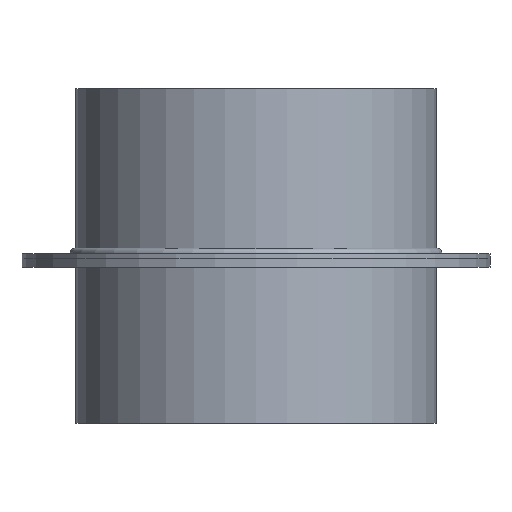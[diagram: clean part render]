
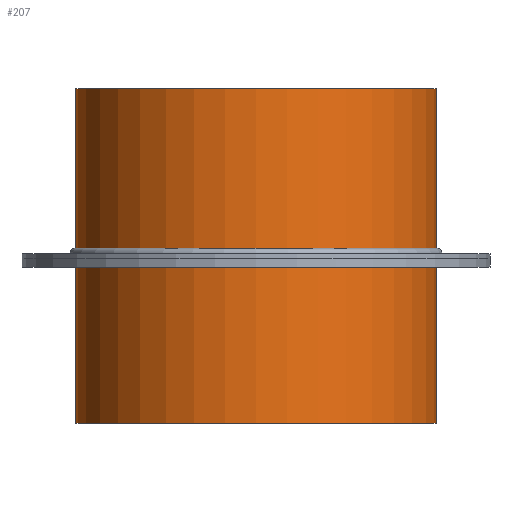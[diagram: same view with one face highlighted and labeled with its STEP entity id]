
A CAD part, front view. The second image highlights one B-rep face of the part: STEP entity #207.
In plain terms, the highlighted cylindrical face has radius 1619.5 mm (diameter 3239 mm), a full revolution.
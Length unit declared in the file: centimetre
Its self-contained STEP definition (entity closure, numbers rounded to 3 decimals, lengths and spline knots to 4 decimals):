
#44=FACE_OUTER_BOUND('',#60,.T.);
#60=EDGE_LOOP('',(#156,#157,#158,#159));
#80=LINE('',#349,#87);
#87=VECTOR('',#276,161.95);
#95=CIRCLE('',#229,161.95);
#96=CIRCLE('',#231,161.95);
#112=VERTEX_POINT('',#344);
#113=VERTEX_POINT('',#347);
#129=EDGE_CURVE('',#112,#112,#95,.T.);
#130=EDGE_CURVE('',#113,#113,#96,.T.);
#131=EDGE_CURVE('',#113,#112,#80,.T.);
#156=ORIENTED_EDGE('',*,*,#130,.F.);
#157=ORIENTED_EDGE('',*,*,#131,.T.);
#158=ORIENTED_EDGE('',*,*,#129,.T.);
#159=ORIENTED_EDGE('',*,*,#131,.F.);
#199=CYLINDRICAL_SURFACE('',#230,161.95);
#207=ADVANCED_FACE('',(#44),#199,.T.);
#229=AXIS2_PLACEMENT_3D('',#345,#270,#271);
#230=AXIS2_PLACEMENT_3D('',#346,#272,#273);
#231=AXIS2_PLACEMENT_3D('',#348,#274,#275);
#270=DIRECTION('center_axis',(0.,0.,-1.));
#271=DIRECTION('ref_axis',(1.,0.,0.));
#272=DIRECTION('center_axis',(0.,0.,-1.));
#273=DIRECTION('ref_axis',(1.,0.,0.));
#274=DIRECTION('center_axis',(0.,0.,-1.));
#275=DIRECTION('ref_axis',(1.,0.,0.));
#276=DIRECTION('',(0.,0.,1.));
#344=CARTESIAN_POINT('',(-161.95,0.,300.));
#345=CARTESIAN_POINT('Origin',(0.,0.,300.));
#346=CARTESIAN_POINT('Origin',(0.,0.,150.));
#347=CARTESIAN_POINT('',(-161.95,0.,0.));
#348=CARTESIAN_POINT('Origin',(0.,0.,0.));
#349=CARTESIAN_POINT('',(-161.95,0.,150.));
